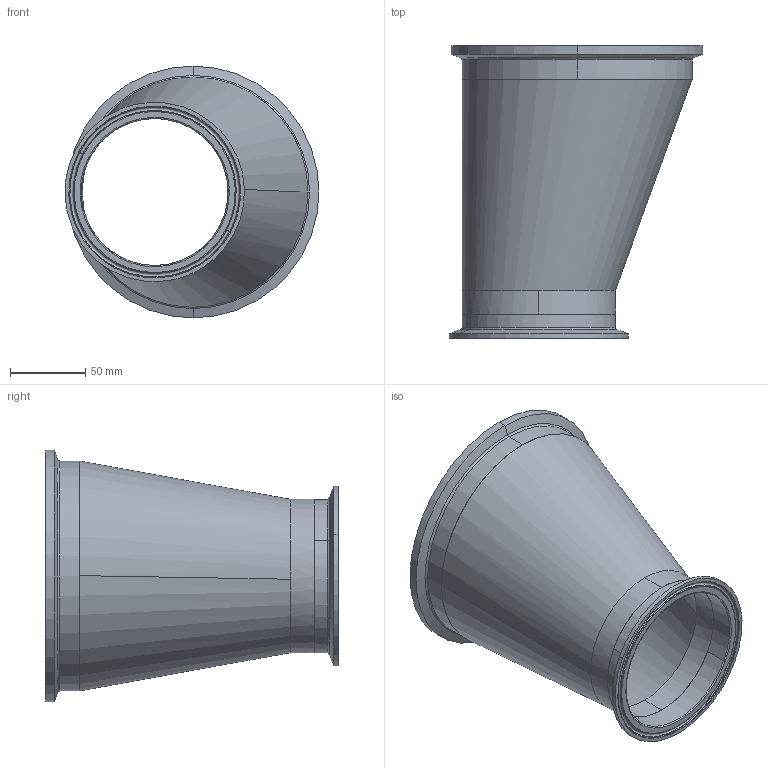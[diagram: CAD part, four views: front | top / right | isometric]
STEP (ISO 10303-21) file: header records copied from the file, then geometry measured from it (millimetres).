
FILE_DESCRIPTION (( 'STEP AP214' ), '1' );
FILE_NAME ('DT21E 152.4x101.6 B.STEP', '2014-03-18T04:32:46', ( '' ), ( '' ), 'SwSTEP 2.0', 'SolidWorks 2013', '' );
FILE_SCHEMA (( 'AUTOMOTIVE_DESIGN' ));
Length unit declared in the file: inch
Products named in the file (4): 21E 101.6; DT21E 152.4x101.6 B; DT21E 152.4x101.6; DT21E 152.4 L22.2
Assembly tree (3 placements, depth 2):
  DT21E 152.4x101.6 B
    DT21E 152.4x101.6
    21E 101.6
    DT21E 152.4 L22.2
Bounding box: 168.25 x 193.7 x 166.88 mm (x, y, z)
Volume: 219259.9 mm3; surface area: 171245.5 mm2
Topology: 3 solids, 3 shells, 60 faces, 124 edges, 72 vertices
Faces by surface type: torus 20, cylinder 16, cone 12, plane 8, bspline 4
Entity records: 2618 total; most frequent: CARTESIAN_POINT 1110, DIRECTION 336, ORIENTED_EDGE 248, AXIS2_PLACEMENT_3D 154, EDGE_CURVE 124, CIRCLE 92, VERTEX_POINT 72, EDGE_LOOP 68
